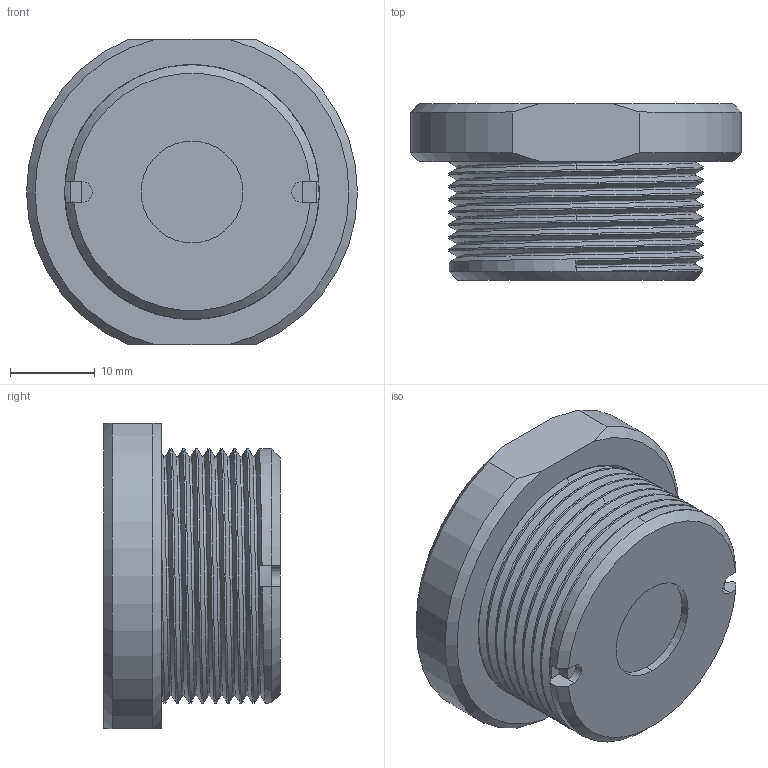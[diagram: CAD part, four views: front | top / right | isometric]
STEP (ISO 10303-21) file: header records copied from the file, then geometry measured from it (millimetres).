
FILE_DESCRIPTION((''),'2;1');
FILE_NAME('DM_CAD-2324_SW0001','2016-07-04T',('creinig-se'),(''),'PRO/ENGINEER BY PARAMETRIC TECHNOLOGY CORPORATION, 2015440','PRO/ENGINEER BY PARAMETRIC TECHNOLOGY CORPORATION, 2015440','');
FILE_SCHEMA(('CONFIG_CONTROL_DESIGN'));
Length unit declared in the file: millimetre
Products named in the file (1): DM_CAD-2324_SW0001
Bounding box: 39 x 20.8 x 36 mm (x, y, z)
Volume: 17013.2 mm3; surface area: 5279.9 mm2
Topology: 1 solids, 1 shells, 62 faces, 174 edges, 116 vertices
Faces by surface type: cylinder 27, plane 16, bspline 11, cone 8
Entity records: 5921 total; most frequent: CARTESIAN_POINT 3962, ORIENTED_EDGE 348, DIRECTION 235, EDGE_CURVE 174, VERTEX_POINT 116, AXIS2_PLACEMENT_3D 91, B_SPLINE_CURVE_WITH_KNOTS 81, EDGE_LOOP 64
